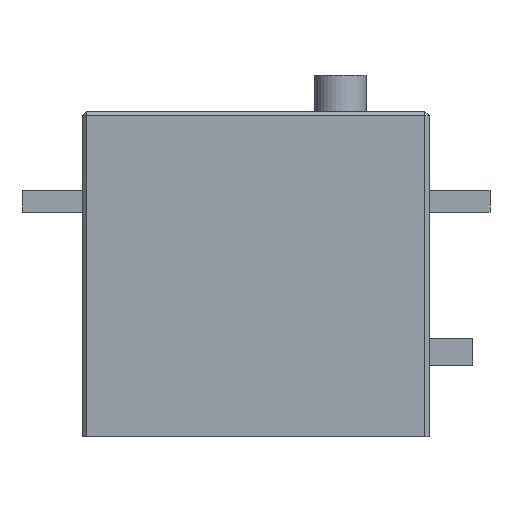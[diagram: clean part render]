
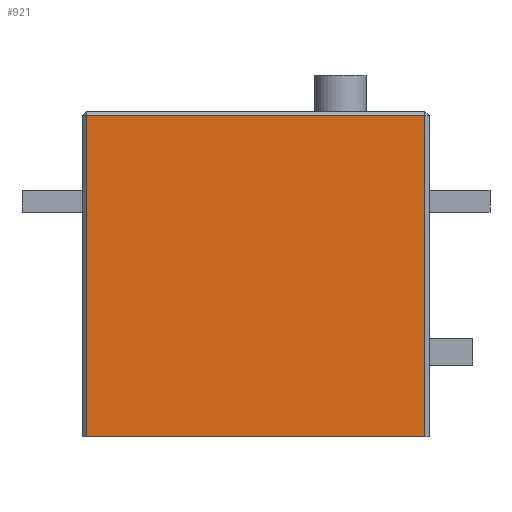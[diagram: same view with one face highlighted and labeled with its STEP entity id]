
A CAD part, front view. The second image highlights one B-rep face of the part: STEP entity #921.
In plain terms, the highlighted planar face has unit normal (0, -1, 0).
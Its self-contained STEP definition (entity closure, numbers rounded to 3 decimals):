
#54=FACE_OUTER_BOUND('',#109,.T.);
#109=EDGE_LOOP('',(#675,#676,#677,#678));
#183=LINE('',#1361,#302);
#186=LINE('',#1367,#305);
#188=LINE('',#1372,#307);
#191=LINE('',#1377,#310);
#302=VECTOR('',#1104,10.);
#305=VECTOR('',#1109,10.);
#307=VECTOR('',#1113,10.);
#310=VECTOR('',#1120,10.);
#392=VERTEX_POINT('',#1311);
#396=VERTEX_POINT('',#1319);
#408=VERTEX_POINT('',#1363);
#411=VERTEX_POINT('',#1370);
#503=EDGE_CURVE('',#392,#396,#183,.T.);
#506=EDGE_CURVE('',#396,#408,#186,.T.);
#508=EDGE_CURVE('',#411,#392,#188,.T.);
#511=EDGE_CURVE('',#408,#411,#191,.T.);
#675=ORIENTED_EDGE('',*,*,#506,.F.);
#676=ORIENTED_EDGE('',*,*,#503,.F.);
#677=ORIENTED_EDGE('',*,*,#508,.F.);
#678=ORIENTED_EDGE('',*,*,#511,.F.);
#872=PLANE('',#990);
#921=ADVANCED_FACE('',(#54),#872,.T.);
#990=AXIS2_PLACEMENT_3D('',#1380,#1123,#1124);
#1104=DIRECTION('',(1.,0.,0.));
#1109=DIRECTION('',(0.,0.,-1.));
#1113=DIRECTION('',(0.,0.,1.));
#1120=DIRECTION('',(-1.,0.,0.));
#1123=DIRECTION('center_axis',(0.,-1.,0.));
#1124=DIRECTION('ref_axis',(-1.,0.,0.));
#1311=CARTESIAN_POINT('',(-29.3,-10.,-4.7));
#1319=CARTESIAN_POINT('',(9.7,-10.,-4.7));
#1361=CARTESIAN_POINT('',(0.2,-10.,-4.7));
#1363=CARTESIAN_POINT('',(9.7,-10.,-41.7));
#1367=CARTESIAN_POINT('',(9.7,-10.,-4.2));
#1370=CARTESIAN_POINT('',(-29.3,-10.,-41.7));
#1372=CARTESIAN_POINT('',(-29.3,-10.,-4.2));
#1377=CARTESIAN_POINT('',(-29.8,-10.,-41.7));
#1380=CARTESIAN_POINT('Origin',(10.2,-10.,-4.2));
